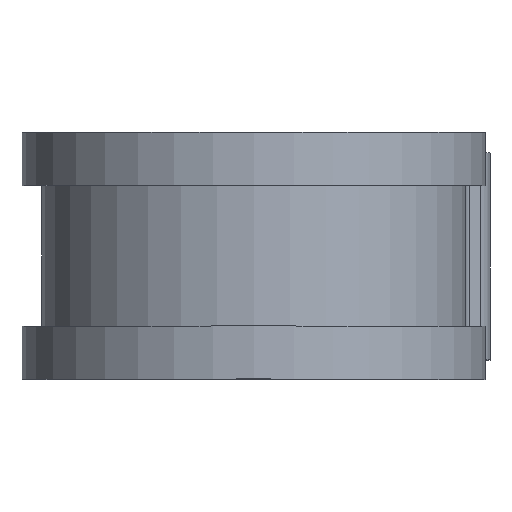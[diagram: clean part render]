
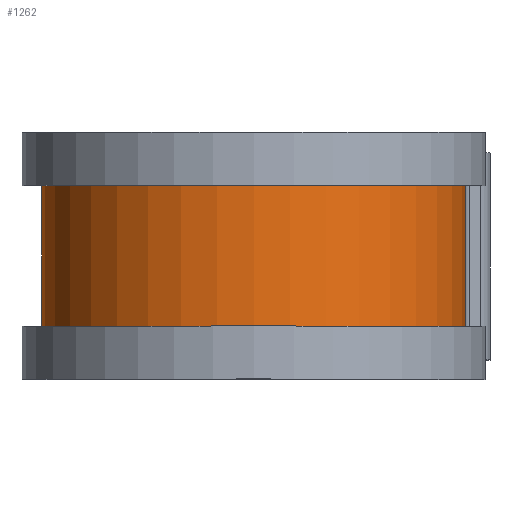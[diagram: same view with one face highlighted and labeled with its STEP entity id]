
A CAD part, top view. The second image highlights one B-rep face of the part: STEP entity #1262.
In plain terms, the highlighted cylindrical face has radius 16.231 mm (diameter 32.461 mm), a partial arc.
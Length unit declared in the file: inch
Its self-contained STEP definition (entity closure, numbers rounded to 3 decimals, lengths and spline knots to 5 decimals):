
#37 = CARTESIAN_POINT ( 'NONE',  ( 0., -0.2125, -0.639 ) ) ;
#46 = AXIS2_PLACEMENT_3D ( 'NONE', #969, #515, #1565 ) ;
#79 = CYLINDRICAL_SURFACE ( 'NONE', #46, 0.639 ) ;
#109 = DIRECTION ( 'NONE',  ( 0., -1., 0. ) ) ;
#111 = CARTESIAN_POINT ( 'NONE',  ( 0.639, -0.2125, 0. ) ) ;
#134 = ORIENTED_EDGE ( 'NONE', *, *, #856, .F. ) ;
#164 = LINE ( 'NONE', #1032, #548 ) ;
#196 = CARTESIAN_POINT ( 'NONE',  ( 0.639, 0.2125, 0. ) ) ;
#218 = EDGE_CURVE ( 'NONE', #800, #486, #1197, .T. ) ;
#235 = ORIENTED_EDGE ( 'NONE', *, *, #1302, .F. ) ;
#309 = VERTEX_POINT ( 'NONE', #37 ) ;
#334 = VERTEX_POINT ( 'NONE', #111 ) ;
#486 = VERTEX_POINT ( 'NONE', #1353 ) ;
#515 = DIRECTION ( 'NONE',  ( 0., -1., 0. ) ) ;
#548 = VECTOR ( 'NONE', #109, 39.37008 ) ;
#552 = FACE_OUTER_BOUND ( 'NONE', #739, .T. ) ;
#579 = AXIS2_PLACEMENT_3D ( 'NONE', #1283, #1696, #978 ) ;
#739 = EDGE_LOOP ( 'NONE', ( #235, #790, #754, #134 ) ) ;
#754 = ORIENTED_EDGE ( 'NONE', *, *, #1521, .T. ) ;
#790 = ORIENTED_EDGE ( 'NONE', *, *, #218, .T. ) ;
#800 = VERTEX_POINT ( 'NONE', #196 ) ;
#856 = EDGE_CURVE ( 'NONE', #334, #309, #1714, .T. ) ;
#906 = AXIS2_PLACEMENT_3D ( 'NONE', #1508, #1520, #1515 ) ;
#969 = CARTESIAN_POINT ( 'NONE',  ( 0., 0.3125, 0. ) ) ;
#978 = DIRECTION ( 'NONE',  ( 0., 0., -1. ) ) ;
#1032 = CARTESIAN_POINT ( 'NONE',  ( 0., 0.3125, -0.639 ) ) ;
#1101 = DIRECTION ( 'NONE',  ( 0., -1., 0. ) ) ;
#1197 = CIRCLE ( 'NONE', #579, 0.639 ) ;
#1215 = LINE ( 'NONE', #1334, #1475 ) ;
#1262 = ADVANCED_FACE ( 'NONE', ( #552 ), #79, .T. ) ;
#1283 = CARTESIAN_POINT ( 'NONE',  ( 0., 0.2125, 0. ) ) ;
#1302 = EDGE_CURVE ( 'NONE', #800, #334, #1215, .T. ) ;
#1334 = CARTESIAN_POINT ( 'NONE',  ( 0.639, 0.3125, 0. ) ) ;
#1353 = CARTESIAN_POINT ( 'NONE',  ( 0., 0.2125, -0.639 ) ) ;
#1475 = VECTOR ( 'NONE', #1101, 39.37008 ) ;
#1508 = CARTESIAN_POINT ( 'NONE',  ( 0., -0.2125, 0. ) ) ;
#1515 = DIRECTION ( 'NONE',  ( 0., 0., -1. ) ) ;
#1520 = DIRECTION ( 'NONE',  ( 0., -1., 0. ) ) ;
#1521 = EDGE_CURVE ( 'NONE', #486, #309, #164, .T. ) ;
#1565 = DIRECTION ( 'NONE',  ( 0., 0., -1. ) ) ;
#1696 = DIRECTION ( 'NONE',  ( 0., -1., 0. ) ) ;
#1714 = CIRCLE ( 'NONE', #906, 0.639 ) ;
